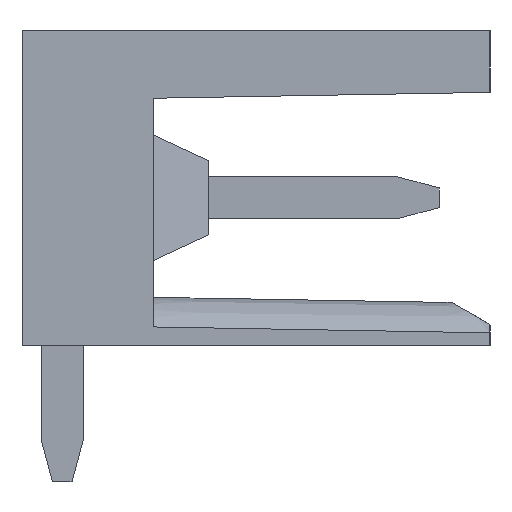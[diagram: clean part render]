
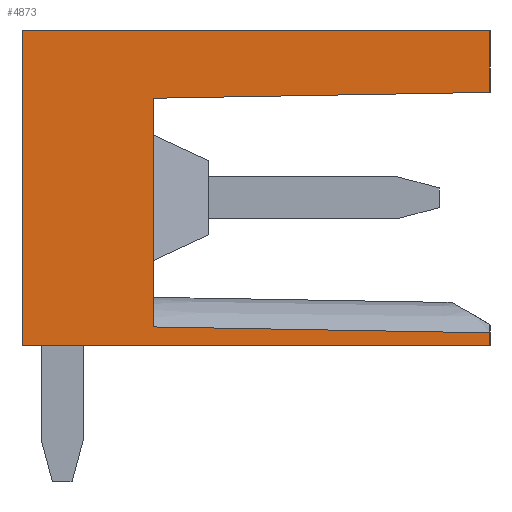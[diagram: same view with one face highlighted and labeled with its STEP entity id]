
A CAD part, left-side view. The second image highlights one B-rep face of the part: STEP entity #4873.
In plain terms, the highlighted planar face has unit normal (-1, 0, 0).
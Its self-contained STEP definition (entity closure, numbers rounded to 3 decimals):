
#4842=AXIS2_PLACEMENT_3D('Plane Axis2P3D',#4839,#4840,#4841) ;
#2351=CARTESIAN_POINT('Vertex',(0.,11.05,3.2)) ;
#2354=CARTESIAN_POINT('Line Origine',(0.,11.05,6.925)) ;
#2358=CARTESIAN_POINT('Vertex',(0.,11.05,10.65)) ;
#2818=CARTESIAN_POINT('Vertex',(0.,0.,3.2)) ;
#2821=CARTESIAN_POINT('Line Origine',(0.,5.525,3.2)) ;
#2884=CARTESIAN_POINT('Vertex',(0.,0.,10.65)) ;
#2889=CARTESIAN_POINT('Line Origine',(0.,0.,9.919)) ;
#2893=CARTESIAN_POINT('Vertex',(0.,0.,9.189)) ;
#3599=CARTESIAN_POINT('Line Origine',(0.,0.,3.356)) ;
#3603=CARTESIAN_POINT('Vertex',(0.,0.,3.511)) ;
#4139=CARTESIAN_POINT('Line Origine',(0.,5.525,10.65)) ;
#4839=CARTESIAN_POINT('Axis2P3D Location',(0.,0.,0.)) ;
#4844=CARTESIAN_POINT('Line Origine',(0.,3.975,3.581)) ;
#4848=CARTESIAN_POINT('Vertex',(0.,7.95,3.65)) ;
#4851=CARTESIAN_POINT('Line Origine',(0.,7.95,6.35)) ;
#4855=CARTESIAN_POINT('Vertex',(0.,7.95,9.05)) ;
#4858=CARTESIAN_POINT('Line Origine',(0.,3.975,9.119)) ;
#2355=DIRECTION('Vector Direction',(0.,0.,1.)) ;
#2822=DIRECTION('Vector Direction',(0.,1.,0.)) ;
#2890=DIRECTION('Vector Direction',(0.,0.,-1.)) ;
#3600=DIRECTION('Vector Direction',(0.,0.,-1.)) ;
#4140=DIRECTION('Vector Direction',(0.,-1.,0.)) ;
#4840=DIRECTION('Axis2P3D Direction',(-1.,0.,0.)) ;
#4841=DIRECTION('Axis2P3D XDirection',(0.,-1.,0.)) ;
#4845=DIRECTION('Vector Direction',(0.,1.,0.017)) ;
#4852=DIRECTION('Vector Direction',(0.,0.,1.)) ;
#4859=DIRECTION('Vector Direction',(0.,1.,-0.017)) ;
#2356=VECTOR('Line Direction',#2355,1.) ;
#2823=VECTOR('Line Direction',#2822,1.) ;
#2891=VECTOR('Line Direction',#2890,1.) ;
#3601=VECTOR('Line Direction',#3600,1.) ;
#4141=VECTOR('Line Direction',#4140,1.) ;
#4846=VECTOR('Line Direction',#4845,1.) ;
#4853=VECTOR('Line Direction',#4852,1.) ;
#4860=VECTOR('Line Direction',#4859,1.) ;
#4864=ORIENTED_EDGE('',*,*,#2895,.T.) ;
#4865=ORIENTED_EDGE('',*,*,#4143,.T.) ;
#4866=ORIENTED_EDGE('',*,*,#2360,.T.) ;
#4867=ORIENTED_EDGE('',*,*,#2825,.T.) ;
#4868=ORIENTED_EDGE('',*,*,#3605,.T.) ;
#4869=ORIENTED_EDGE('',*,*,#4850,.F.) ;
#4870=ORIENTED_EDGE('',*,*,#4857,.F.) ;
#4871=ORIENTED_EDGE('',*,*,#4862,.F.) ;
#4873=ADVANCED_FACE('HOUSING',(#4872),#4843,.T.) ;
#2360=EDGE_CURVE('',#2359,#2352,#2357,.F.) ;
#2825=EDGE_CURVE('',#2352,#2819,#2824,.F.) ;
#2895=EDGE_CURVE('',#2894,#2885,#2892,.F.) ;
#3605=EDGE_CURVE('',#2819,#3604,#3602,.F.) ;
#4143=EDGE_CURVE('',#2885,#2359,#4142,.F.) ;
#4850=EDGE_CURVE('',#4849,#3604,#4847,.F.) ;
#4857=EDGE_CURVE('',#4856,#4849,#4854,.F.) ;
#4862=EDGE_CURVE('',#2894,#4856,#4861,.T.) ;
#4863=EDGE_LOOP('',(#4864,#4865,#4866,#4867,#4868,#4869,#4870,#4871)) ;
#4872=FACE_OUTER_BOUND('',#4863,.T.) ;
#2357=LINE('Line',#2354,#2356) ;
#2824=LINE('Line',#2821,#2823) ;
#2892=LINE('Line',#2889,#2891) ;
#3602=LINE('Line',#3599,#3601) ;
#4142=LINE('Line',#4139,#4141) ;
#4847=LINE('Line',#4844,#4846) ;
#4854=LINE('Line',#4851,#4853) ;
#4861=LINE('Line',#4858,#4860) ;
#4843=PLANE('',#4842) ;
#2352=VERTEX_POINT('',#2351) ;
#2359=VERTEX_POINT('',#2358) ;
#2819=VERTEX_POINT('',#2818) ;
#2885=VERTEX_POINT('',#2884) ;
#2894=VERTEX_POINT('',#2893) ;
#3604=VERTEX_POINT('',#3603) ;
#4849=VERTEX_POINT('',#4848) ;
#4856=VERTEX_POINT('',#4855) ;
